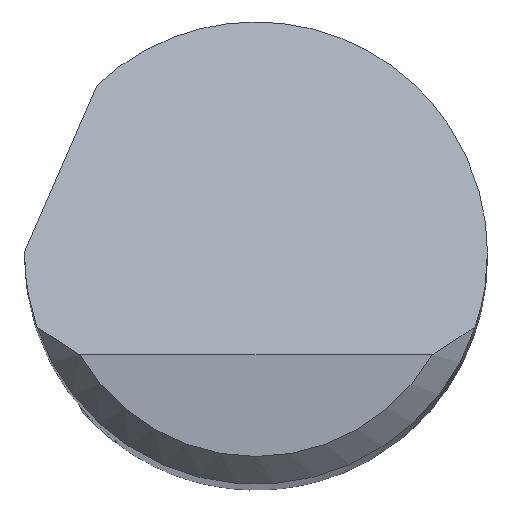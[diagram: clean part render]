
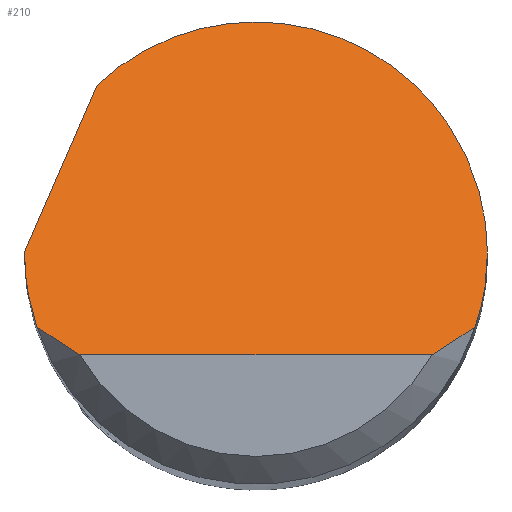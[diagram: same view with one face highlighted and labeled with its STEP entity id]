
A CAD part, top view. The second image highlights one B-rep face of the part: STEP entity #210.
In plain terms, the highlighted planar face has unit normal (0, 0.707, 0.707).
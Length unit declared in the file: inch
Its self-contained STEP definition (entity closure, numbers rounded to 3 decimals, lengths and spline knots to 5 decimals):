
#1 = LINE ( 'NONE', #742, #409 ) ;
#27 = CARTESIAN_POINT ( 'NONE',  ( -0.125, 0., 1.945 ) ) ;
#34 = CARTESIAN_POINT ( 'NONE',  ( 0.11107, -0.04528, 1.99028 ) ) ;
#35 = CARTESIAN_POINT ( 'NONE',  ( -0.12279, -0.02708, 1.97208 ) ) ;
#47 = ORIENTED_EDGE ( 'NONE', *, *, #594, .F. ) ;
#57 = CARTESIAN_POINT ( 'NONE',  ( -0.09526, -0.055, 2. ) ) ;
#68 = VERTEX_POINT ( 'NONE', #703 ) ;
#96 = EDGE_CURVE ( 'NONE', #934, #687, #324, .T. ) ;
#97 = ORIENTED_EDGE ( 'NONE', *, *, #562, .T. ) ;
#105 = CARTESIAN_POINT ( 'NONE',  ( -0.11843, -0.04, 1.985 ) ) ;
#107 = CARTESIAN_POINT ( 'NONE',  ( 0.09526, -0.055, 2. ) ) ;
#131 = CARTESIAN_POINT ( 'NONE',  ( -0.125, -0.055, 2. ) ) ;
#157 = CARTESIAN_POINT ( 'NONE',  ( 0.125, 0., 1.945 ) ) ;
#189 = FACE_OUTER_BOUND ( 'NONE', #674, .T. ) ;
#210 = ADVANCED_FACE ( 'NONE', ( #189 ), #261, .F. ) ;
#241 = ORIENTED_EDGE ( 'NONE', *, *, #660, .F. ) ;
#248 = CARTESIAN_POINT ( 'NONE',  ( -0.125, 0.00067, 1.94433 ) ) ;
#253 = CARTESIAN_POINT ( 'NONE',  ( -0.125, 0.00033, 1.94467 ) ) ;
#261 = PLANE ( 'NONE',  #668 ) ;
#283 =( BOUNDED_CURVE ( )  B_SPLINE_CURVE ( 3, ( #519, #960, #363, #882 ),
 .UNSPECIFIED., .F., .F. ) 
 B_SPLINE_CURVE_WITH_KNOTS ( ( 4, 4 ),
 ( 5.52582, 7.85398 ),
 .UNSPECIFIED. ) 
 CURVE ( )  GEOMETRIC_REPRESENTATION_ITEM ( )  RATIONAL_B_SPLINE_CURVE ( ( 1., 0.597, 0.597, 1. ) ) 
 REPRESENTATION_ITEM ( '' )  );
#284 = DIRECTION ( 'NONE',  ( 1., 0., 0. ) ) ;
#312 = ORIENTED_EDGE ( 'NONE', *, *, #636, .T. ) ;
#322 = CARTESIAN_POINT ( 'NONE',  ( -0.14727, -0.05015, 1.99515 ) ) ;
#324 =( BOUNDED_CURVE ( )  B_SPLINE_CURVE ( 3, ( #695, #35, #398, #27 ),
 .UNSPECIFIED., .F., .F. ) 
 B_SPLINE_CURVE_WITH_KNOTS ( ( 4, 4 ),
 ( 4.38666, 4.71239 ),
 .UNSPECIFIED. ) 
 CURVE ( )  GEOMETRIC_REPRESENTATION_ITEM ( )  RATIONAL_B_SPLINE_CURVE ( ( 1., 0.991, 0.991, 1. ) ) 
 REPRESENTATION_ITEM ( '' )  );
#351 = CARTESIAN_POINT ( 'NONE',  ( -0.10339, -0.05031, 1.99531 ) ) ;
#356 = VERTEX_POINT ( 'NONE', #57 ) ;
#363 = CARTESIAN_POINT ( 'NONE',  ( 0.125, 0.12819, 1.81681 ) ) ;
#374 = VERTEX_POINT ( 'NONE', #157 ) ;
#383 = CARTESIAN_POINT ( 'NONE',  ( -0.125, 0., 1.945 ) ) ;
#398 = CARTESIAN_POINT ( 'NONE',  ( -0.125, -0.01363, 1.95863 ) ) ;
#409 = VECTOR ( 'NONE', #284, 39.37008 ) ;
#410 = CARTESIAN_POINT ( 'NONE',  ( 0.10339, -0.05031, 1.99531 ) ) ;
#415 = ORIENTED_EDGE ( 'NONE', *, *, #481, .F. ) ;
#416 = CARTESIAN_POINT ( 'NONE',  ( -0.11843, -0.04, 1.985 ) ) ;
#466 = EDGE_CURVE ( 'NONE', #687, #630, #580, .T. ) ;
#474 = VERTEX_POINT ( 'NONE', #543 ) ;
#481 = EDGE_CURVE ( 'NONE', #630, #570, #758, .T. ) ;
#495 = CARTESIAN_POINT ( 'NONE',  ( -0.11107, -0.04528, 1.99028 ) ) ;
#519 = CARTESIAN_POINT ( 'NONE',  ( -0.08588, 0.09083, 1.85417 ) ) ;
#527 = VECTOR ( 'NONE', #618, 39.37008 ) ;
#543 = CARTESIAN_POINT ( 'NONE',  ( 0.09526, -0.055, 2. ) ) ;
#547 = CARTESIAN_POINT ( 'NONE',  ( -0.125, 0.001, 1.944 ) ) ;
#562 = EDGE_CURVE ( 'NONE', #934, #356, #803, .T. ) ;
#564 = CARTESIAN_POINT ( 'NONE',  ( 0.125, -0.01363, 1.95863 ) ) ;
#570 = VERTEX_POINT ( 'NONE', #869 ) ;
#571 = CARTESIAN_POINT ( 'NONE',  ( -0.09526, -0.055, 2. ) ) ;
#580 =( BOUNDED_CURVE ( )  B_SPLINE_CURVE ( 3, ( #383, #253, #248, #547 ),
 .UNSPECIFIED., .F., .F. ) 
 B_SPLINE_CURVE_WITH_KNOTS ( ( 4, 4 ),
 ( 4.71239, 4.72039 ),
 .UNSPECIFIED. ) 
 CURVE ( )  GEOMETRIC_REPRESENTATION_ITEM ( )  RATIONAL_B_SPLINE_CURVE ( ( 1., 1., 1., 1. ) ) 
 REPRESENTATION_ITEM ( '' )  );
#582 = B_SPLINE_CURVE_WITH_KNOTS ( 'NONE', 3,
 ( #107, #410, #34, #864 ),
 .UNSPECIFIED., .F., .F.,
 ( 4, 4 ),
 ( 0., 0.0008 ),
 .UNSPECIFIED. ) ;
#594 = EDGE_CURVE ( 'NONE', #374, #68, #818, .T. ) ;
#600 = EDGE_CURVE ( 'NONE', #474, #68, #582, .T. ) ;
#618 = DIRECTION ( 'NONE',  ( 0.294, 0.676, -0.676 ) ) ;
#630 = VERTEX_POINT ( 'NONE', #657 ) ;
#636 = EDGE_CURVE ( 'NONE', #356, #474, #1, .T. ) ;
#642 = ORIENTED_EDGE ( 'NONE', *, *, #466, .F. ) ;
#647 = CARTESIAN_POINT ( 'NONE',  ( 0.125, 0., 1.945 ) ) ;
#657 = CARTESIAN_POINT ( 'NONE',  ( -0.125, 0.001, 1.944 ) ) ;
#660 = EDGE_CURVE ( 'NONE', #570, #374, #283, .T. ) ;
#668 = AXIS2_PLACEMENT_3D ( 'NONE', #131, #933, #945 ) ;
#674 = EDGE_LOOP ( 'NONE', ( #312, #806, #47, #241, #415, #642, #807, #97 ) ) ;
#687 = VERTEX_POINT ( 'NONE', #738 ) ;
#695 = CARTESIAN_POINT ( 'NONE',  ( -0.11843, -0.04, 1.985 ) ) ;
#703 = CARTESIAN_POINT ( 'NONE',  ( 0.11843, -0.04, 1.985 ) ) ;
#722 = CARTESIAN_POINT ( 'NONE',  ( 0.12279, -0.02708, 1.97208 ) ) ;
#738 = CARTESIAN_POINT ( 'NONE',  ( -0.125, 0., 1.945 ) ) ;
#742 = CARTESIAN_POINT ( 'NONE',  ( 0., -0.055, 2. ) ) ;
#758 = LINE ( 'NONE', #322, #527 ) ;
#776 = CARTESIAN_POINT ( 'NONE',  ( 0.11843, -0.04, 1.985 ) ) ;
#803 = B_SPLINE_CURVE_WITH_KNOTS ( 'NONE', 3,
 ( #416, #495, #351, #571 ),
 .UNSPECIFIED., .F., .F.,
 ( 4, 4 ),
 ( 0., 0.0008 ),
 .UNSPECIFIED. ) ;
#806 = ORIENTED_EDGE ( 'NONE', *, *, #600, .T. ) ;
#807 = ORIENTED_EDGE ( 'NONE', *, *, #96, .F. ) ;
#818 =( BOUNDED_CURVE ( )  B_SPLINE_CURVE ( 3, ( #647, #564, #722, #776 ),
 .UNSPECIFIED., .F., .F. ) 
 B_SPLINE_CURVE_WITH_KNOTS ( ( 4, 4 ),
 ( 1.5708, 1.89653 ),
 .UNSPECIFIED. ) 
 CURVE ( )  GEOMETRIC_REPRESENTATION_ITEM ( )  RATIONAL_B_SPLINE_CURVE ( ( 1., 0.991, 0.991, 1. ) ) 
 REPRESENTATION_ITEM ( '' )  );
#864 = CARTESIAN_POINT ( 'NONE',  ( 0.11843, -0.04, 1.985 ) ) ;
#869 = CARTESIAN_POINT ( 'NONE',  ( -0.08588, 0.09083, 1.85417 ) ) ;
#882 = CARTESIAN_POINT ( 'NONE',  ( 0.125, 0., 1.945 ) ) ;
#933 = DIRECTION ( 'NONE',  ( 0., -0.707, -0.707 ) ) ;
#934 = VERTEX_POINT ( 'NONE', #105 ) ;
#945 = DIRECTION ( 'NONE',  ( 0., 0.707, -0.707 ) ) ;
#960 = CARTESIAN_POINT ( 'NONE',  ( 0.00727, 0.1789, 1.7661 ) ) ;
